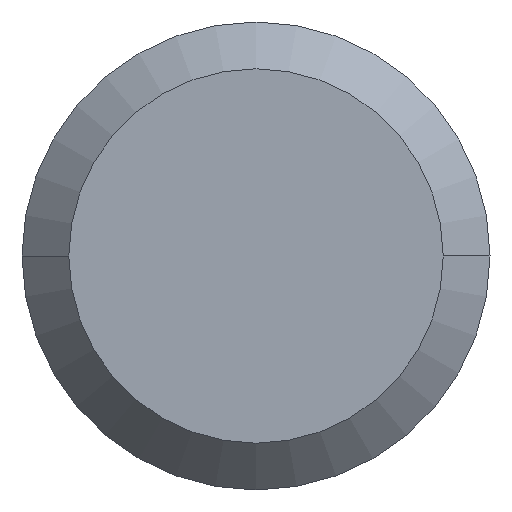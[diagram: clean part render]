
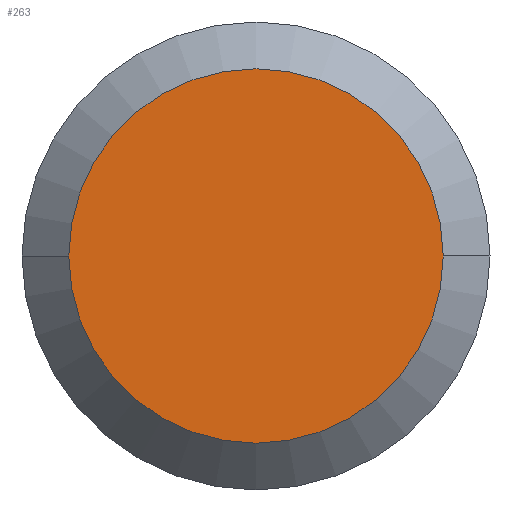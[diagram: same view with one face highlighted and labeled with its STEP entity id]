
A CAD part, left-side view. The second image highlights one B-rep face of the part: STEP entity #263.
In plain terms, the highlighted planar face has unit normal (-1, 0, 0).
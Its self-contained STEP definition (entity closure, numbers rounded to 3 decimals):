
#2 = EDGE_CURVE ( 'NONE', #135, #148, #120, .T. ) ;
#3 = EDGE_LOOP ( 'NONE', ( #217, #312 ) ) ;
#6 = CIRCLE ( 'NONE', #273, 3.2 ) ;
#25 = FACE_OUTER_BOUND ( 'NONE', #3, .T. ) ;
#33 = DIRECTION ( 'NONE',  ( 0., 1., 0. ) ) ;
#52 = CARTESIAN_POINT ( 'NONE',  ( -58., 3.2, 0. ) ) ;
#56 = DIRECTION ( 'NONE',  ( 1., 0., 0. ) ) ;
#102 = DIRECTION ( 'NONE',  ( 0., 1., 0. ) ) ;
#110 = PLANE ( 'NONE',  #296 ) ;
#120 = CIRCLE ( 'NONE', #235, 3.2 ) ;
#135 = VERTEX_POINT ( 'NONE', #283 ) ;
#137 = DIRECTION ( 'NONE',  ( 0., -1., 0. ) ) ;
#148 = VERTEX_POINT ( 'NONE', #52 ) ;
#217 = ORIENTED_EDGE ( 'NONE', *, *, #320, .F. ) ;
#233 = CARTESIAN_POINT ( 'NONE',  ( -58., 0., 0. ) ) ;
#235 = AXIS2_PLACEMENT_3D ( 'NONE', #233, #56, #33 ) ;
#243 = DIRECTION ( 'NONE',  ( 1., 0., 0. ) ) ;
#263 = ADVANCED_FACE ( 'NONE', ( #25 ), #110, .T. ) ;
#273 = AXIS2_PLACEMENT_3D ( 'NONE', #274, #243, #102 ) ;
#274 = CARTESIAN_POINT ( 'NONE',  ( -58., 0., 0. ) ) ;
#278 = DIRECTION ( 'NONE',  ( -1., 0., 0. ) ) ;
#283 = CARTESIAN_POINT ( 'NONE',  ( -58., -3.2, 0. ) ) ;
#296 = AXIS2_PLACEMENT_3D ( 'NONE', #357, #278, #137 ) ;
#312 = ORIENTED_EDGE ( 'NONE', *, *, #2, .F. ) ;
#320 = EDGE_CURVE ( 'NONE', #148, #135, #6, .T. ) ;
#357 = CARTESIAN_POINT ( 'NONE',  ( -58., 0., 0. ) ) ;
